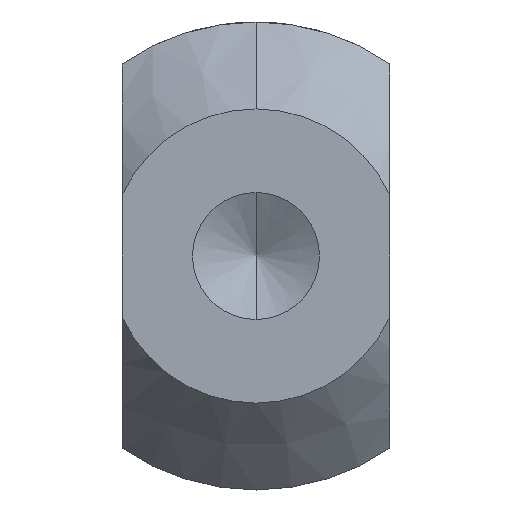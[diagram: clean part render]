
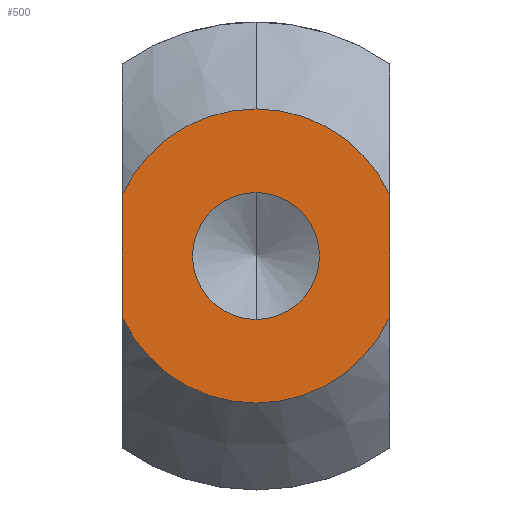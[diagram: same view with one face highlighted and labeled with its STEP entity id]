
A CAD part, front view. The second image highlights one B-rep face of the part: STEP entity #500.
In plain terms, the highlighted planar face has unit normal (0, -1, 0).
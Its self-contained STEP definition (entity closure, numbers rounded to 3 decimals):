
#6 = EDGE_CURVE ( 'NONE', #664, #181, #324, .T. ) ;
#8 = LINE ( 'NONE', #293, #101 ) ;
#9 = EDGE_LOOP ( 'NONE', ( #342, #614, #521, #56, #715 ) ) ;
#22 = VECTOR ( 'NONE', #677, 1000. ) ;
#56 = ORIENTED_EDGE ( 'NONE', *, *, #620, .T. ) ;
#61 = AXIS2_PLACEMENT_3D ( 'NONE', #363, #194, #577 ) ;
#87 = CARTESIAN_POINT ( 'NONE',  ( 4., -3.2, 1.833 ) ) ;
#89 = CARTESIAN_POINT ( 'NONE',  ( 0., -3.2, 4.4 ) ) ;
#101 = VECTOR ( 'NONE', #240, 1000. ) ;
#129 = CARTESIAN_POINT ( 'NONE',  ( 4., -3.2, -1.833 ) ) ;
#131 = EDGE_CURVE ( 'NONE', #181, #664, #176, .T. ) ;
#132 = CARTESIAN_POINT ( 'NONE',  ( -4., -3.2, -1.833 ) ) ;
#134 = AXIS2_PLACEMENT_3D ( 'NONE', #165, #216, #160 ) ;
#144 = EDGE_LOOP ( 'NONE', ( #632, #673 ) ) ;
#160 = DIRECTION ( 'NONE',  ( 0., 0., -1. ) ) ;
#165 = CARTESIAN_POINT ( 'NONE',  ( 0., -3.2, 0. ) ) ;
#176 = CIRCLE ( 'NONE', #628, 1.9 ) ;
#181 = VERTEX_POINT ( 'NONE', #448 ) ;
#182 = DIRECTION ( 'NONE',  ( 0., 1., 0. ) ) ;
#192 = DIRECTION ( 'NONE',  ( 0., -1., 0. ) ) ;
#194 = DIRECTION ( 'NONE',  ( 0., -1., 0. ) ) ;
#216 = DIRECTION ( 'NONE',  ( 0., -1., 0. ) ) ;
#239 = LINE ( 'NONE', #701, #22 ) ;
#240 = DIRECTION ( 'NONE',  ( 0., 0., 1. ) ) ;
#267 = VERTEX_POINT ( 'NONE', #87 ) ;
#293 = CARTESIAN_POINT ( 'NONE',  ( 4., -3.2, 0. ) ) ;
#296 = CARTESIAN_POINT ( 'NONE',  ( 0., -3.2, 0. ) ) ;
#301 = EDGE_CURVE ( 'NONE', #393, #699, #502, .T. ) ;
#324 = CIRCLE ( 'NONE', #134, 1.9 ) ;
#342 = ORIENTED_EDGE ( 'NONE', *, *, #556, .T. ) ;
#347 = CIRCLE ( 'NONE', #477, 4.4 ) ;
#359 = DIRECTION ( 'NONE',  ( 0., -1., 0. ) ) ;
#363 = CARTESIAN_POINT ( 'NONE',  ( 0., -3.2, 0. ) ) ;
#364 = CARTESIAN_POINT ( 'NONE',  ( -4., -3.2, 1.833 ) ) ;
#386 = CARTESIAN_POINT ( 'NONE',  ( 0., -3.2, 0. ) ) ;
#393 = VERTEX_POINT ( 'NONE', #89 ) ;
#400 = AXIS2_PLACEMENT_3D ( 'NONE', #405, #182, #552 ) ;
#405 = CARTESIAN_POINT ( 'NONE',  ( 0., -3.2, 0. ) ) ;
#423 = DIRECTION ( 'NONE',  ( 0., 0., -1. ) ) ;
#448 = CARTESIAN_POINT ( 'NONE',  ( 0., -3.2, -1.9 ) ) ;
#451 = EDGE_CURVE ( 'NONE', #699, #506, #239, .T. ) ;
#460 = PLANE ( 'NONE',  #400 ) ;
#465 = EDGE_CURVE ( 'NONE', #576, #267, #8, .T. ) ;
#468 = CARTESIAN_POINT ( 'NONE',  ( 0., -3.2, 1.9 ) ) ;
#477 = AXIS2_PLACEMENT_3D ( 'NONE', #296, #192, #708 ) ;
#500 = ADVANCED_FACE ( 'PLANAR_0', ( #657, #719 ), #460, .F. ) ;
#502 = CIRCLE ( 'NONE', #61, 4.4 ) ;
#506 = VERTEX_POINT ( 'NONE', #132 ) ;
#514 = AXIS2_PLACEMENT_3D ( 'NONE', #578, #359, #682 ) ;
#521 = ORIENTED_EDGE ( 'NONE', *, *, #451, .T. ) ;
#525 = CIRCLE ( 'NONE', #514, 4.4 ) ;
#552 = DIRECTION ( 'NONE',  ( 0., 0., 1. ) ) ;
#556 = EDGE_CURVE ( 'NONE', #267, #393, #347, .T. ) ;
#576 = VERTEX_POINT ( 'NONE', #129 ) ;
#577 = DIRECTION ( 'NONE',  ( 0., 0., -1. ) ) ;
#578 = CARTESIAN_POINT ( 'NONE',  ( 0., -3.2, 0. ) ) ;
#614 = ORIENTED_EDGE ( 'NONE', *, *, #301, .T. ) ;
#620 = EDGE_CURVE ( 'NONE', #506, #576, #525, .T. ) ;
#628 = AXIS2_PLACEMENT_3D ( 'NONE', #386, #688, #423 ) ;
#632 = ORIENTED_EDGE ( 'NONE', *, *, #131, .F. ) ;
#657 = FACE_OUTER_BOUND ( 'NONE', #9, .T. ) ;
#664 = VERTEX_POINT ( 'NONE', #468 ) ;
#673 = ORIENTED_EDGE ( 'NONE', *, *, #6, .F. ) ;
#677 = DIRECTION ( 'NONE',  ( 0., 0., -1. ) ) ;
#682 = DIRECTION ( 'NONE',  ( 0., 0., -1. ) ) ;
#688 = DIRECTION ( 'NONE',  ( 0., -1., 0. ) ) ;
#699 = VERTEX_POINT ( 'NONE', #364 ) ;
#701 = CARTESIAN_POINT ( 'NONE',  ( -4., -3.2, 0. ) ) ;
#708 = DIRECTION ( 'NONE',  ( 0., 0., -1. ) ) ;
#715 = ORIENTED_EDGE ( 'NONE', *, *, #465, .T. ) ;
#719 = FACE_BOUND ( 'NONE', #144, .T. ) ;
